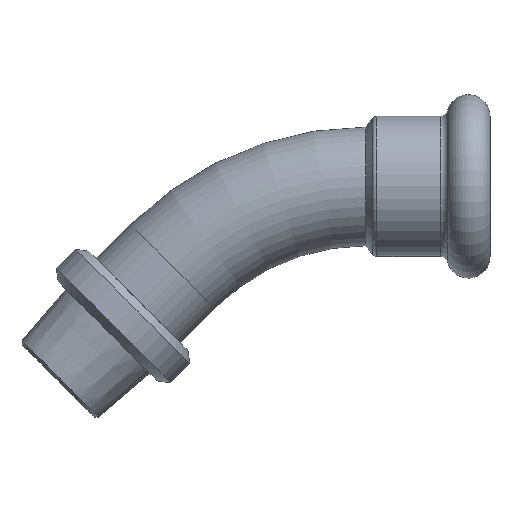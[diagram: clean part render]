
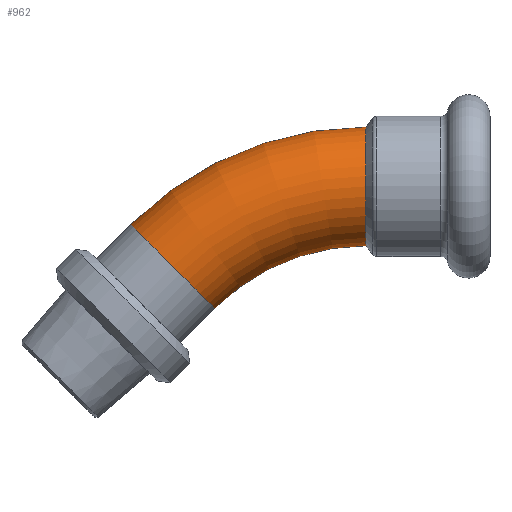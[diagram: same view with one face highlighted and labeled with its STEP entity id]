
A CAD part, top view. The second image highlights one B-rep face of the part: STEP entity #962.
In plain terms, the highlighted toroidal (fillet/blend) face has major radius 50.699 mm and minor radius 11 mm.
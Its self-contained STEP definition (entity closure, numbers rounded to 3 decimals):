
#84 = VERTEX_POINT ( 'NONE', #289 ) ;
#92 = CARTESIAN_POINT ( 'NONE',  ( 21., 14.849, 0. ) ) ;
#129 = ORIENTED_EDGE ( 'NONE', *, *, #572, .T. ) ;
#160 = ORIENTED_EDGE ( 'NONE', *, *, #924, .F. ) ;
#187 = CARTESIAN_POINT ( 'NONE',  ( 21., 25.849, 0. ) ) ;
#189 = CIRCLE ( 'NONE', #286, 11. ) ;
#196 = DIRECTION ( 'NONE',  ( -0.707, 0.707, 0. ) ) ;
#209 = VERTEX_POINT ( 'NONE', #974 ) ;
#248 = DIRECTION ( 'NONE',  ( -1., 0., 0. ) ) ;
#269 = DIRECTION ( 'NONE',  ( -1., 0., 0. ) ) ;
#286 = AXIS2_PLACEMENT_3D ( 'NONE', #92, #359, #921 ) ;
#288 = CARTESIAN_POINT ( 'NONE',  ( -14.849, 0., 0. ) ) ;
#289 = CARTESIAN_POINT ( 'NONE',  ( -7.071, -7.778, 0. ) ) ;
#306 = DIRECTION ( 'NONE',  ( 0., 0., -1. ) ) ;
#359 = DIRECTION ( 'NONE',  ( 1., 0., 0. ) ) ;
#375 = CIRCLE ( 'NONE', #871, 61.698 ) ;
#379 = FACE_OUTER_BOUND ( 'NONE', #724, .T. ) ;
#434 = CIRCLE ( 'NONE', #762, 11. ) ;
#478 = EDGE_CURVE ( 'NONE', #209, #965, #375, .T. ) ;
#572 = EDGE_CURVE ( 'NONE', #84, #1157, #604, .T. ) ;
#604 = CIRCLE ( 'NONE', #854, 39.698 ) ;
#724 = EDGE_LOOP ( 'NONE', ( #990, #744, #129, #160 ) ) ;
#744 = ORIENTED_EDGE ( 'NONE', *, *, #1076, .T. ) ;
#762 = AXIS2_PLACEMENT_3D ( 'NONE', #288, #1024, #196 ) ;
#854 = AXIS2_PLACEMENT_3D ( 'NONE', #1052, #306, #1041 ) ;
#871 = AXIS2_PLACEMENT_3D ( 'NONE', #1008, #1137, #248 ) ;
#921 = DIRECTION ( 'NONE',  ( 0., 1., 0. ) ) ;
#924 = EDGE_CURVE ( 'NONE', #965, #1157, #189, .T. ) ;
#962 = ADVANCED_FACE ( 'NONE', ( #379 ), #1177, .T. ) ;
#965 = VERTEX_POINT ( 'NONE', #187 ) ;
#974 = CARTESIAN_POINT ( 'NONE',  ( -22.627, 7.778, 0. ) ) ;
#990 = ORIENTED_EDGE ( 'NONE', *, *, #478, .F. ) ;
#1008 = CARTESIAN_POINT ( 'NONE',  ( 21., -35.849, 0. ) ) ;
#1024 = DIRECTION ( 'NONE',  ( 0.707, 0.707, 0. ) ) ;
#1041 = DIRECTION ( 'NONE',  ( -1., 0., 0. ) ) ;
#1052 = CARTESIAN_POINT ( 'NONE',  ( 21., -35.849, 0. ) ) ;
#1063 = CARTESIAN_POINT ( 'NONE',  ( 21., 3.849, 0. ) ) ;
#1076 = EDGE_CURVE ( 'NONE', #209, #84, #434, .T. ) ;
#1103 = CARTESIAN_POINT ( 'NONE',  ( 21., -35.849, 0. ) ) ;
#1122 = DIRECTION ( 'NONE',  ( 0., 0., -1. ) ) ;
#1137 = DIRECTION ( 'NONE',  ( 0., 0., -1. ) ) ;
#1139 = AXIS2_PLACEMENT_3D ( 'NONE', #1103, #1122, #269 ) ;
#1157 = VERTEX_POINT ( 'NONE', #1063 ) ;
#1177 = TOROIDAL_SURFACE ( 'NONE', #1139, 50.698, 11. ) ;
